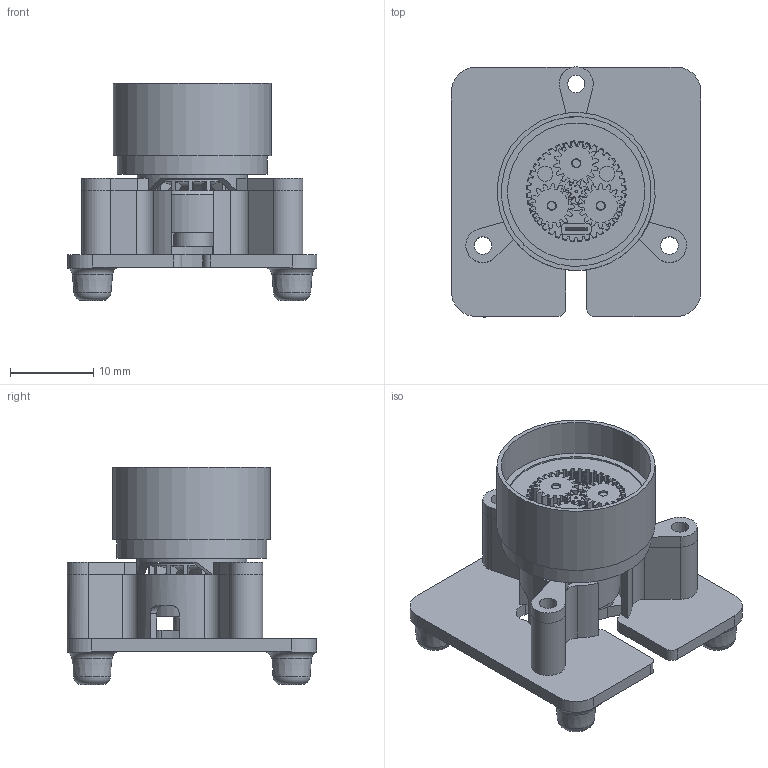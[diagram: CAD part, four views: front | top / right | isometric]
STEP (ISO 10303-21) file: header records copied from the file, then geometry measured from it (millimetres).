
FILE_DESCRIPTION(/* description */ ('STEP AP242','CAx-IF Rec.Pracs.---Representation and Presentation of Product Manufacturing Information (PMI)---4.0---2014-10-13','CAx-IF Rec.Pracs.---3D Tessellated Geometry---0.4---2014-09-14','2;1'),/* implementation_level */ '2;1');
FILE_NAME(/* name */ '66ce8a1ee174fa7caf561b86',/* time_stamp */ '2024-08-28T02:23:27Z',/* author */ (''),/* organization */ (''),/* preprocessor_version */ 'ST-DEVELOPER v20',/* originating_system */ ' ',/* authorisation */ ' ');
FILE_SCHEMA (('AP242_MANAGED_MODEL_BASED_3D_ENGINEERING_MIM_LF { 1 0 10303 442 1 1 4 }'));
Length unit declared in the file: metre
Products named in the file (14): Planetary assembly; motor mount; rod; Bearing; center shaft bottom; Happymodel SE0802 <1>; Motor; bell; Spur gear (16 teeth); output gear; base gearbox plate
Assembly tree (17 placements, depth 3):
  Planetary assembly
    motor mount
    rod  x3
    Bearing
    center shaft bottom
    Happymodel SE0802 <1>
      Motor
      bell
    Bearing  x3
    Spur gear (16 teeth)
    Spur gear (16 teeth)
    output gear
    Spur gear (16 teeth)
    base gearbox plate
Bounding box: 30.06 x 30.06 x 26.1 mm (x, y, z)
Volume: 4132 mm3; surface area: 8145.3 mm2
Topology: 16 solids, 16 shells, 1127 faces, 3368 edges, 2237 vertices
Faces by surface type: cylinder 485, plane 447, bspline 117, sphere 64, torus 8, cone 6
Full cylindrical faces by diameter (mm): 0.3 x1, 1 x9, 1.1 x7, 1.3 x1, 1.4 x3, 1.5 x6, 1.6 x3, 1.85 x2, 2.1 x6, 2.4 x5, 2.5 x6, 3 x5, 3.06 x2, 3.1 x3, 3.46 x2, 4.5 x2, 9.1 x1, 10.5 x2, 11.8 x1, 12 x1, 13.3 x1, 13.5 x2, 16.5 x4, 18 x3, 19 x1
Entity records: 44617 total; most frequent: CARTESIAN_POINT 16692, ORIENTED_EDGE 5670, DIRECTION 5523, EDGE_CURVE 2835, AXIS2_PLACEMENT_3D 2107, VERTEX_POINT 1926, LINE 1309, VECTOR 1309
